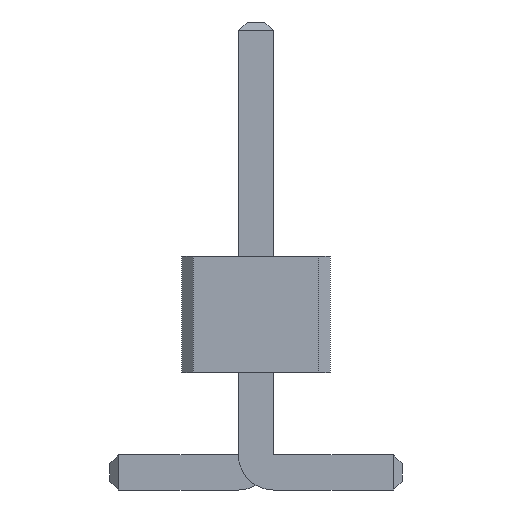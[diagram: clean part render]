
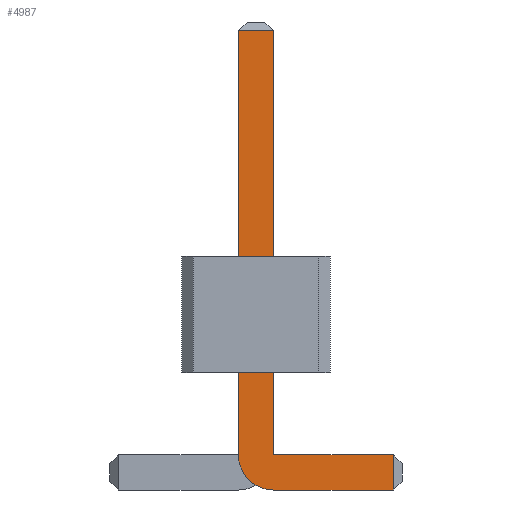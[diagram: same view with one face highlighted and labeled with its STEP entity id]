
A CAD part, front view. The second image highlights one B-rep face of the part: STEP entity #4987.
In plain terms, the highlighted planar face has unit normal (0, -1, 0).
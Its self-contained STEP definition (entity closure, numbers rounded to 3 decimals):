
#13=DIRECTION('',(0.,0.,1.));
#67=DIRECTION('',(1.,0.,0.));
#2264=VECTOR('',#67,1.);
#2275=DIRECTION('',(0.,1.,0.));
#2317=DIRECTION('',(-1.,0.,0.));
#4511=VECTOR('',#2317,1.);
#4798=DIRECTION('',(-0.,1.,0.));
#4799=DIRECTION('',(0.,0.,-1.));
#4806=VECTOR('',#4807,1.);
#4807=DIRECTION('',(0.,0.,1.));
#4818=VECTOR('',#4799,1.);
#4836=VERTEX_POINT('',#4837);
#4837=CARTESIAN_POINT('',(1.175,-19.15,0.));
#4840=ORIENTED_EDGE('',*,*,#4841,.T.);
#4841=EDGE_CURVE('',#4836,#4842,#4844,.T.);
#4842=VERTEX_POINT('',#4843);
#4843=CARTESIAN_POINT('',(0.15,-19.15,0.));
#4844=LINE('',#4845,#4511);
#4845=CARTESIAN_POINT('',(1.25,-19.15,0.));
#4882=VERTEX_POINT('',#4883);
#4883=CARTESIAN_POINT('',(-0.15,-19.15,0.3));
#4886=EDGE_CURVE('',#4842,#4882,#4887,.T.);
#4887=CIRCLE('',#4888,0.3);
#4888=AXIS2_PLACEMENT_3D('',#4889,#4798,#4799);
#4889=CARTESIAN_POINT('',(0.15,-19.15,0.3));
#4898=VERTEX_POINT('',#4889);
#4900=ORIENTED_EDGE('',*,*,#4901,.T.);
#4901=EDGE_CURVE('',#4898,#4902,#4904,.T.);
#4902=VERTEX_POINT('',#4903);
#4903=CARTESIAN_POINT('',(1.175,-19.15,0.3));
#4904=LINE('',#4889,#2264);
#4914=ORIENTED_EDGE('',*,*,#4915,.T.);
#4915=EDGE_CURVE('',#4882,#4916,#4918,.T.);
#4916=VERTEX_POINT('',#4917);
#4917=CARTESIAN_POINT('',(-0.15,-19.15,3.925));
#4918=LINE('',#4919,#4806);
#4919=CARTESIAN_POINT('',(-0.15,-19.15,0.));
#4932=VERTEX_POINT('',#4933);
#4933=CARTESIAN_POINT('',(0.15,-19.15,3.925));
#4935=ORIENTED_EDGE('',*,*,#4936,.T.);
#4936=EDGE_CURVE('',#4932,#4898,#4937,.T.);
#4937=LINE('',#4938,#4818);
#4938=CARTESIAN_POINT('',(0.15,-19.15,4.));
#4987=ADVANCED_FACE('',(#4988),#4997,.F.);
#4988=FACE_BOUND('',#4989,.F.);
#4989=EDGE_LOOP('',(#4840,#4990,#4914,#4991,#4935,#4900,#4994));
#4990=ORIENTED_EDGE('',*,*,#4886,.T.);
#4991=ORIENTED_EDGE('',*,*,#4992,.T.);
#4992=EDGE_CURVE('',#4916,#4932,#4993,.T.);
#4993=LINE('',#4917,#2264);
#4994=ORIENTED_EDGE('',*,*,#4995,.T.);
#4995=EDGE_CURVE('',#4902,#4836,#4996,.T.);
#4996=LINE('',#4903,#4818);
#4997=PLANE('',#4998);
#4998=AXIS2_PLACEMENT_3D('',#4999,#2275,#13);
#4999=CARTESIAN_POINT('',(0.173,-19.15,1.623));
